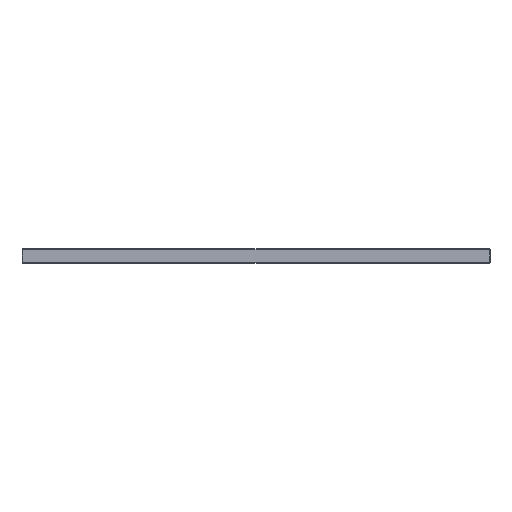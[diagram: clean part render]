
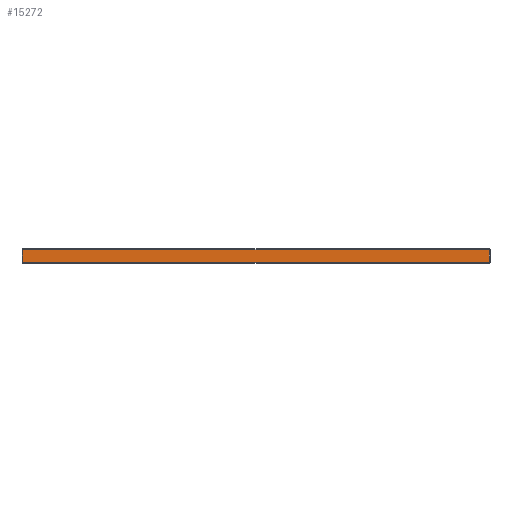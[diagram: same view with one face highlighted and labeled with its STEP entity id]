
A CAD part, front view. The second image highlights one B-rep face of the part: STEP entity #15272.
In plain terms, the highlighted planar face has unit normal (0, -1, 0).
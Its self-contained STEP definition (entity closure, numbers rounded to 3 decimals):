
#9381=FACE_OUTER_BOUND('',#31332,.T.);
#15272=ADVANCED_FACE('',(#9381),#21908,.T.);
#21908=PLANE('',#138083);
#31332=EDGE_LOOP('',(#39279,#39280,#39281,#39282,#39283,#39284,#39285,#39286));
#39279=ORIENTED_EDGE('',*,*,#87959,.T.);
#39280=ORIENTED_EDGE('',*,*,#87960,.F.);
#39281=ORIENTED_EDGE('',*,*,#87961,.T.);
#39282=ORIENTED_EDGE('',*,*,#87962,.T.);
#39283=ORIENTED_EDGE('',*,*,#87963,.T.);
#39284=ORIENTED_EDGE('',*,*,#87964,.F.);
#39285=ORIENTED_EDGE('',*,*,#87965,.T.);
#39286=ORIENTED_EDGE('',*,*,#87966,.T.);
#75591=VERTEX_POINT('',#177699);
#75592=VERTEX_POINT('',#177700);
#75593=VERTEX_POINT('',#177702);
#75594=VERTEX_POINT('',#177704);
#75595=VERTEX_POINT('',#177706);
#75596=VERTEX_POINT('',#177708);
#75597=VERTEX_POINT('',#177710);
#75598=VERTEX_POINT('',#177712);
#87959=EDGE_CURVE('',#75591,#75592,#106017,.T.);
#87960=EDGE_CURVE('',#75593,#75592,#106018,.T.);
#87961=EDGE_CURVE('',#75593,#75594,#106019,.T.);
#87962=EDGE_CURVE('',#75594,#75595,#106020,.T.);
#87963=EDGE_CURVE('',#75595,#75596,#106021,.T.);
#87964=EDGE_CURVE('',#75597,#75596,#106022,.T.);
#87965=EDGE_CURVE('',#75597,#75598,#106023,.T.);
#87966=EDGE_CURVE('',#75598,#75591,#106024,.T.);
#106017=LINE('',#177698,#122133);
#106018=LINE('',#177701,#122134);
#106019=LINE('',#177703,#122135);
#106020=LINE('',#177705,#122136);
#106021=LINE('',#177707,#122137);
#106022=LINE('',#177709,#122138);
#106023=LINE('',#177711,#122139);
#106024=LINE('',#177713,#122140);
#122133=VECTOR('',#145860,1.);
#122134=VECTOR('',#145861,1.);
#122135=VECTOR('',#145862,1.);
#122136=VECTOR('',#145863,1.);
#122137=VECTOR('',#145864,1.);
#122138=VECTOR('',#145865,1.);
#122139=VECTOR('',#145866,1.);
#122140=VECTOR('',#145867,1.);
#138083=AXIS2_PLACEMENT_3D('',#177714,#145868,#145869);
#145860=DIRECTION('',(-1.,0.,0.));
#145861=DIRECTION('',(0.577,0.,0.816));
#145862=DIRECTION('',(0.,0.,-1.));
#145863=DIRECTION('',(0.577,0.,-0.816));
#145864=DIRECTION('',(1.,0.,0.));
#145865=DIRECTION('',(-0.577,0.,-0.816));
#145866=DIRECTION('',(0.,0.,1.));
#145867=DIRECTION('',(-0.577,0.,0.816));
#145868=DIRECTION('',(0.,-1.,0.));
#145869=DIRECTION('',(1.,0.,0.));
#177698=CARTESIAN_POINT('',(-200.,-6.,5.5));
#177699=CARTESIAN_POINT('',(199.3,-6.,5.5));
#177700=CARTESIAN_POINT('',(-199.3,-6.,5.5));
#177701=CARTESIAN_POINT('',(-199.582,-6.,5.101));
#177702=CARTESIAN_POINT('',(-199.5,-6.,5.217));
#177703=CARTESIAN_POINT('',(-199.5,-6.,-5.5));
#177704=CARTESIAN_POINT('',(-199.5,-6.,-5.217));
#177705=CARTESIAN_POINT('',(-204.954,-6.,2.497));
#177706=CARTESIAN_POINT('',(-199.3,-6.,-5.5));
#177707=CARTESIAN_POINT('',(-200.,-6.,-5.5));
#177708=CARTESIAN_POINT('',(199.3,-6.,-5.5));
#177709=CARTESIAN_POINT('',(199.582,-6.,-5.101));
#177710=CARTESIAN_POINT('',(199.5,-6.,-5.217));
#177711=CARTESIAN_POINT('',(199.5,-6.,6.));
#177712=CARTESIAN_POINT('',(199.5,-6.,5.217));
#177713=CARTESIAN_POINT('',(65.964,-6.,194.065));
#177714=CARTESIAN_POINT('',(-200.,-6.,6.));
